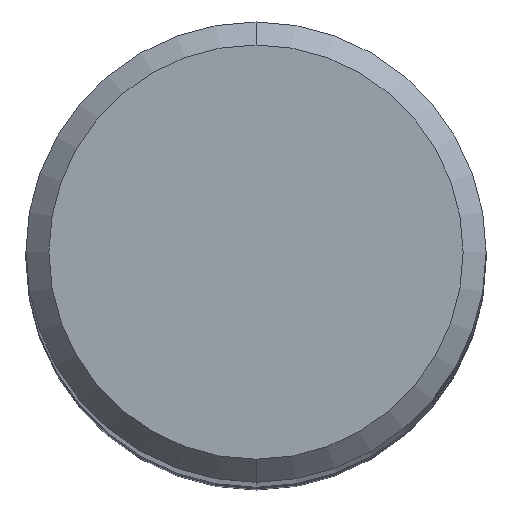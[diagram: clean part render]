
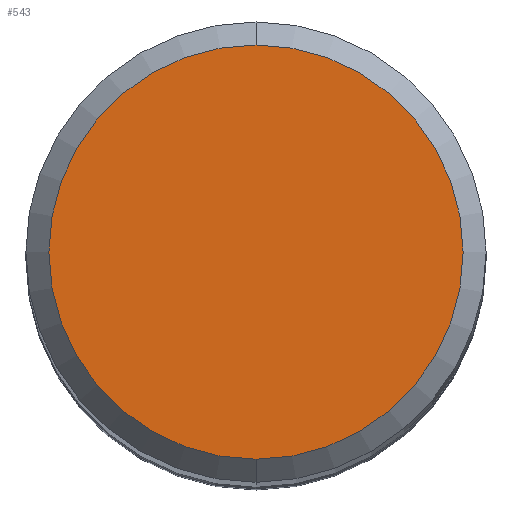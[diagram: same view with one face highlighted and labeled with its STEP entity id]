
A CAD part, top view. The second image highlights one B-rep face of the part: STEP entity #543.
In plain terms, the highlighted planar face has unit normal (0, 0, 1).
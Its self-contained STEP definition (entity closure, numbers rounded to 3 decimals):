
#311=EDGE_CURVE('',#463,#381,#705,.T.);
#381=VERTEX_POINT('',#790);
#435=EDGE_CURVE('',#381,#463,#846,.T.);
#463=VERTEX_POINT('',#878);
#543=ADVANCED_FACE('',(#963),#964,.T.);
#705=CIRCLE('',#1235,4.5);
#790=CARTESIAN_POINT('',(0.,-4.5,0.0));
#846=CIRCLE('',#1510,4.5);
#878=CARTESIAN_POINT('',(0.0,4.5,0.0));
#963=FACE_OUTER_BOUND('',#1720,.T.);
#964=PLANE('',#1721);
#1235=AXIS2_PLACEMENT_3D('',#1934,#1935,#1936);
#1510=AXIS2_PLACEMENT_3D('',#2114,#2115,#2116);
#1720=EDGE_LOOP('',(#2227,#2228));
#1721=AXIS2_PLACEMENT_3D('',#2229,#2230,#2231);
#1934=CARTESIAN_POINT('',(0.0,0.0,0.0));
#1935=DIRECTION('',(0.0,0.0,-1.0));
#1936=DIRECTION('',(0.0,1.0,0.0));
#2114=CARTESIAN_POINT('',(0.0,0.0,0.0));
#2115=DIRECTION('',(0.0,0.0,-1.0));
#2116=DIRECTION('',(0.0,1.0,0.0));
#2227=ORIENTED_EDGE('',*,*,#311,.F.);
#2228=ORIENTED_EDGE('',*,*,#435,.F.);
#2229=CARTESIAN_POINT('',(0.0,2.25,0.0));
#2230=DIRECTION('',(-0.0,0.0,1.0));
#2231=DIRECTION('',(0.0,-1.0,0.0));
